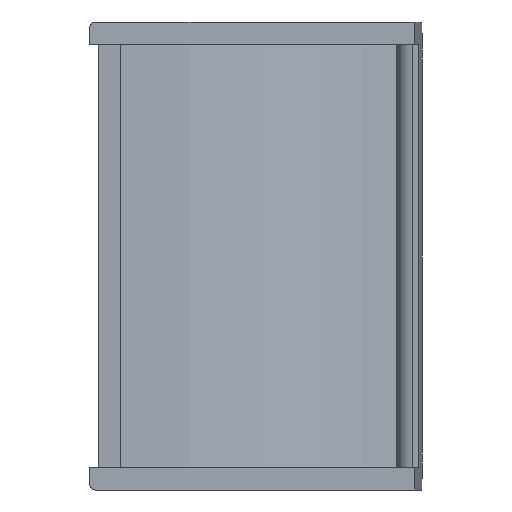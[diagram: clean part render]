
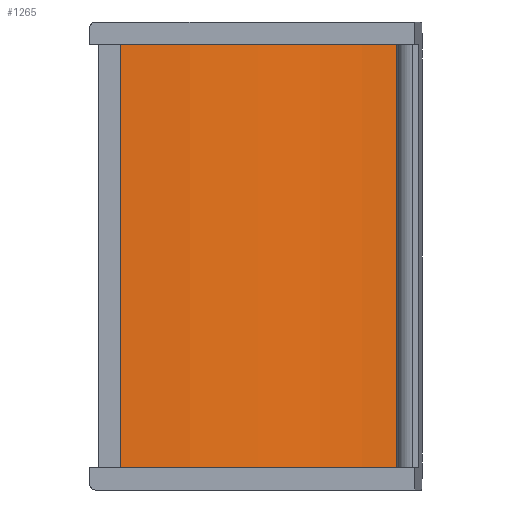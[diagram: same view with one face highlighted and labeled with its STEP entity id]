
A CAD part, front view. The second image highlights one B-rep face of the part: STEP entity #1265.
In plain terms, the highlighted cylindrical face has radius 20.446 mm (diameter 40.893 mm), a partial arc.
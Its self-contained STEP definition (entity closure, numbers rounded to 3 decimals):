
#1252=AXIS2_PLACEMENT_3D('Cylinder Axis2P3D',#1249,#1250,#1251) ;
#1155=CARTESIAN_POINT('Vertex',(0.226,6.675,1.1)) ;
#1159=CARTESIAN_POINT('Control Point',(-13.455,0.714,1.1)) ;
#1160=CARTESIAN_POINT('Control Point',(-9.639,0.857,1.1)) ;
#1161=CARTESIAN_POINT('Control Point',(-5.855,1.951,1.1)) ;
#1162=CARTESIAN_POINT('Control Point',(-2.477,3.977,1.1)) ;
#1163=CARTESIAN_POINT('Control Point',(0.226,6.675,1.1)) ;
#1164=CARTESIAN_POINT('Vertex',(-13.455,0.714,1.1)) ;
#1198=CARTESIAN_POINT('Vertex',(0.226,6.675,21.935)) ;
#1201=CARTESIAN_POINT('Line Origine',(0.226,6.675,11.518)) ;
#1227=CARTESIAN_POINT('Vertex',(-13.455,0.714,21.935)) ;
#1231=CARTESIAN_POINT('Control Point',(-13.455,0.714,21.935)) ;
#1232=CARTESIAN_POINT('Control Point',(-9.639,0.857,21.935)) ;
#1233=CARTESIAN_POINT('Control Point',(-5.855,1.951,21.935)) ;
#1234=CARTESIAN_POINT('Control Point',(-2.477,3.977,21.935)) ;
#1235=CARTESIAN_POINT('Control Point',(0.226,6.675,21.935)) ;
#1249=CARTESIAN_POINT('Axis2P3D Location',(-14.218,21.146,11.518)) ;
#1254=CARTESIAN_POINT('Line Origine',(-13.455,0.714,11.518)) ;
#1202=DIRECTION('Vector Direction',(0.,0.,1.)) ;
#1250=DIRECTION('Axis2P3D Direction',(0.,0.,1.)) ;
#1251=DIRECTION('Axis2P3D XDirection',(-0.452,0.892,0.)) ;
#1255=DIRECTION('Vector Direction',(0.,0.,1.)) ;
#1203=VECTOR('Line Direction',#1202,1.) ;
#1256=VECTOR('Line Direction',#1255,1.) ;
#1260=ORIENTED_EDGE('',*,*,#1166,.F.) ;
#1261=ORIENTED_EDGE('',*,*,#1205,.T.) ;
#1262=ORIENTED_EDGE('',*,*,#1236,.T.) ;
#1263=ORIENTED_EDGE('',*,*,#1258,.F.) ;
#1265=ADVANCED_FACE('Body.2',(#1264),#1253,.T.) ;
#1158=B_SPLINE_CURVE_WITH_KNOTS('',4,(#1159,#1160,#1161,#1162,#1163),.UNSPECIFIED.,.F.,.U.,(5,5),(97.114,112.39),.UNSPECIFIED.) ;
#1230=B_SPLINE_CURVE_WITH_KNOTS('',4,(#1231,#1232,#1233,#1234,#1235),.UNSPECIFIED.,.F.,.U.,(5,5),(97.114,112.39),.UNSPECIFIED.) ;
#1253=CYLINDRICAL_SURFACE('generated cylinder',#1252,20.446) ;
#1166=EDGE_CURVE('',#1156,#1165,#1158,.F.) ;
#1205=EDGE_CURVE('',#1156,#1199,#1204,.T.) ;
#1236=EDGE_CURVE('',#1199,#1228,#1230,.F.) ;
#1258=EDGE_CURVE('',#1165,#1228,#1257,.T.) ;
#1259=EDGE_LOOP('',(#1260,#1261,#1262,#1263)) ;
#1264=FACE_OUTER_BOUND('',#1259,.T.) ;
#1204=LINE('Line',#1201,#1203) ;
#1257=LINE('Line',#1254,#1256) ;
#1156=VERTEX_POINT('',#1155) ;
#1165=VERTEX_POINT('',#1164) ;
#1199=VERTEX_POINT('',#1198) ;
#1228=VERTEX_POINT('',#1227) ;
